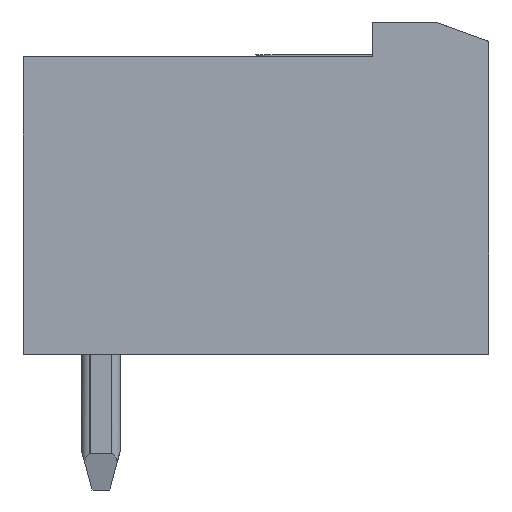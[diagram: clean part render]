
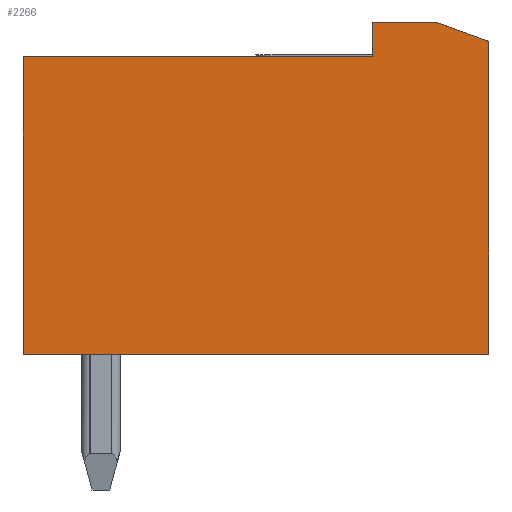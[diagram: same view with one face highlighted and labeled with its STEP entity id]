
A CAD part, left-side view. The second image highlights one B-rep face of the part: STEP entity #2266.
In plain terms, the highlighted planar face has unit normal (-1, 0, 0).
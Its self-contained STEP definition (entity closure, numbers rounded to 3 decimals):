
#2266=ADVANCED_FACE('',(#5028),#5029,.T.);
#5028=FACE_OUTER_BOUND('',#16741,.T.);
#5029=PLANE('',#16742);
#6722=VERTEX_POINT('',#18774);
#6732=VERTEX_POINT('',#18792);
#6735=VERTEX_POINT('',#18797);
#6741=VERTEX_POINT('',#18807);
#16741=EDGE_LOOP('',(#21761,#21762,#21763,#21764,#21765,#21766,#21767));
#16742=AXIS2_PLACEMENT_3D('',#21768,#21769,#21770);
#18774=CARTESIAN_POINT('',(0.,12.,7.67));
#18792=CARTESIAN_POINT('',(0.,1.374,8.57));
#18797=CARTESIAN_POINT('',(0.,0.0,0.));
#18807=CARTESIAN_POINT('',(0.,3.,8.57));
#21761=ORIENTED_EDGE('',*,*,#26597,.F.);
#21762=ORIENTED_EDGE('',*,*,#26653,.F.);
#21763=ORIENTED_EDGE('',*,*,#26654,.T.);
#21764=ORIENTED_EDGE('',*,*,#26648,.T.);
#21765=ORIENTED_EDGE('',*,*,#26655,.T.);
#21766=ORIENTED_EDGE('',*,*,#26656,.T.);
#21767=ORIENTED_EDGE('',*,*,#26657,.T.);
#21768=CARTESIAN_POINT('',(0.,6.,7.296));
#21769=DIRECTION('',(-1.0,0.,0.));
#21770=DIRECTION('',(0.,0.0,1.0));
#26597=EDGE_CURVE('',#28844,#6722,#28846,.T.);
#26648=EDGE_CURVE('',#28920,#6732,#28921,.T.);
#26653=EDGE_CURVE('',#6735,#28844,#28926,.T.);
#26654=EDGE_CURVE('',#6735,#28920,#28927,.T.);
#26655=EDGE_CURVE('',#6732,#6741,#28928,.T.);
#26656=EDGE_CURVE('',#6741,#28929,#28930,.T.);
#26657=EDGE_CURVE('',#28929,#6722,#28931,.T.);
#28844=VERTEX_POINT('',#32235);
#28846=LINE('',#32238,#32239);
#28920=VERTEX_POINT('',#32355);
#28921=LINE('',#32356,#32357);
#28926=LINE('',#32364,#32365);
#28927=LINE('',#32366,#32367);
#28928=LINE('',#32368,#32369);
#28929=VERTEX_POINT('',#32370);
#28930=LINE('',#32371,#32372);
#28931=LINE('',#32373,#32374);
#32235=CARTESIAN_POINT('',(0.,12.0,0.));
#32238=CARTESIAN_POINT('',(0.,12.0,1.479));
#32239=VECTOR('',#36026,1.0);
#32355=CARTESIAN_POINT('',(0.,0.,8.07));
#32356=CARTESIAN_POINT('',(0.,12.,12.438));
#32357=VECTOR('',#36078,1.0);
#32364=CARTESIAN_POINT('',(0.,12.0,0.));
#32365=VECTOR('',#36081,1.0);
#32366=CARTESIAN_POINT('',(0.,0.0,1.479));
#32367=VECTOR('',#36082,1.0);
#32368=CARTESIAN_POINT('',(0.,12.,8.57));
#32369=VECTOR('',#36083,1.0);
#32370=CARTESIAN_POINT('',(0.,3.,7.67));
#32371=CARTESIAN_POINT('',(0.,3.,1.479));
#32372=VECTOR('',#36084,1.0);
#32373=CARTESIAN_POINT('',(0.,12.,7.67));
#32374=VECTOR('',#36085,1.0);
#36026=DIRECTION('',(0.,0.,1.0));
#36078=DIRECTION('',(0.,0.94,0.342));
#36081=DIRECTION('',(0.,1.0,0.));
#36082=DIRECTION('',(0.,0.,1.0));
#36083=DIRECTION('',(0.,1.0,0.));
#36084=DIRECTION('',(0.,0.,-1.0));
#36085=DIRECTION('',(0.,1.0,0.));
